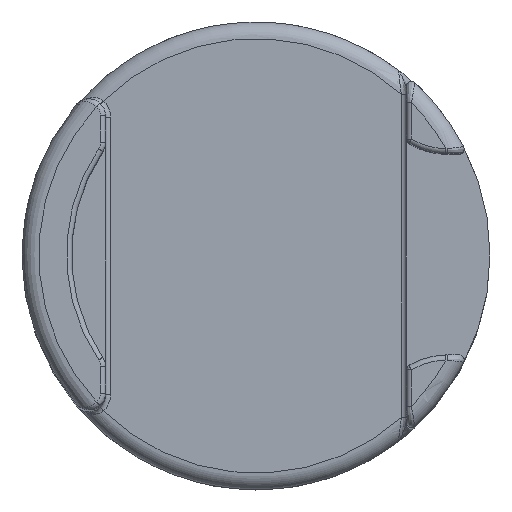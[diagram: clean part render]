
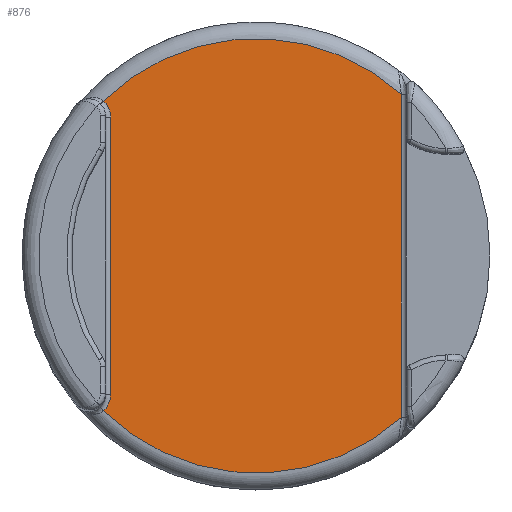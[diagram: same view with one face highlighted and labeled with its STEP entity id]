
A CAD part, top view. The second image highlights one B-rep face of the part: STEP entity #876.
In plain terms, the highlighted planar face has unit normal (0, 0, 1).
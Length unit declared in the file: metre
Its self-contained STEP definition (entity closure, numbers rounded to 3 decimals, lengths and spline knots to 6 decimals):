
#126=LINE('',#1529,#164);
#127=LINE('',#1535,#165);
#164=VECTOR('',#1182,1.);
#165=VECTOR('',#1187,1.);
#252=ORIENTED_EDGE('',*,*,#515,.T.);
#253=ORIENTED_EDGE('',*,*,#516,.T.);
#254=ORIENTED_EDGE('',*,*,#517,.T.);
#255=ORIENTED_EDGE('',*,*,#518,.T.);
#256=ORIENTED_EDGE('',*,*,#519,.T.);
#257=ORIENTED_EDGE('',*,*,#520,.T.);
#515=EDGE_CURVE('',#644,#645,#685,.T.);
#516=EDGE_CURVE('',#645,#646,#126,.T.);
#517=EDGE_CURVE('',#646,#647,#686,.T.);
#518=EDGE_CURVE('',#647,#648,#687,.F.);
#519=EDGE_CURVE('',#648,#649,#127,.F.);
#520=EDGE_CURVE('',#649,#644,#688,.F.);
#644=VERTEX_POINT('',#1527);
#645=VERTEX_POINT('',#1528);
#646=VERTEX_POINT('',#1530);
#647=VERTEX_POINT('',#1532);
#648=VERTEX_POINT('',#1534);
#649=VERTEX_POINT('',#1536);
#685=CIRCLE('',#980,0.013);
#686=CIRCLE('',#981,0.013);
#687=CIRCLE('',#982,0.0013);
#688=CIRCLE('',#983,0.0013);
#742=EDGE_LOOP('',(#252,#253,#254,#255,#256,#257));
#804=FACE_BOUND('',#742,.T.);
#861=PLANE('',#979);
#876=ADVANCED_FACE('',(#804),#861,.T.);
#979=AXIS2_PLACEMENT_3D('',#1525,#1178,#1179);
#980=AXIS2_PLACEMENT_3D('',#1526,#1180,#1181);
#981=AXIS2_PLACEMENT_3D('',#1531,#1183,#1184);
#982=AXIS2_PLACEMENT_3D('',#1533,#1185,#1186);
#983=AXIS2_PLACEMENT_3D('',#1537,#1188,#1189);
#1178=DIRECTION('',(0.,0.,1.));
#1179=DIRECTION('',(1.,0.,0.));
#1180=DIRECTION('',(0.,0.,1.));
#1181=DIRECTION('',(1.,0.,0.));
#1182=DIRECTION('',(0.,1.,0.));
#1183=DIRECTION('',(0.,0.,1.));
#1184=DIRECTION('',(1.,0.,0.));
#1185=DIRECTION('',(0.,0.,1.));
#1186=DIRECTION('',(1.,0.,0.));
#1187=DIRECTION('',(0.,1.,0.));
#1188=DIRECTION('',(0.,0.,1.));
#1189=DIRECTION('',(1.,0.,0.));
#1525=CARTESIAN_POINT('',(0.,0.,-0.03));
#1526=CARTESIAN_POINT('',(0.,0.,-0.03));
#1527=CARTESIAN_POINT('',(-0.00912,-0.009264,-0.03));
#1528=CARTESIAN_POINT('',(0.0087,-0.00966,-0.03));
#1529=CARTESIAN_POINT('',(0.0087,0.,-0.03));
#1530=CARTESIAN_POINT('',(0.0087,0.00966,-0.03));
#1531=CARTESIAN_POINT('',(0.,0.,-0.03));
#1532=CARTESIAN_POINT('',(-0.00912,0.009264,-0.03));
#1533=CARTESIAN_POINT('',(-0.01,0.008307,-0.03));
#1534=CARTESIAN_POINT('',(-0.0087,0.008307,-0.03));
#1535=CARTESIAN_POINT('',(-0.0087,-0.008307,-0.03));
#1536=CARTESIAN_POINT('',(-0.0087,-0.008307,-0.03));
#1537=CARTESIAN_POINT('',(-0.01,-0.008307,-0.03));
